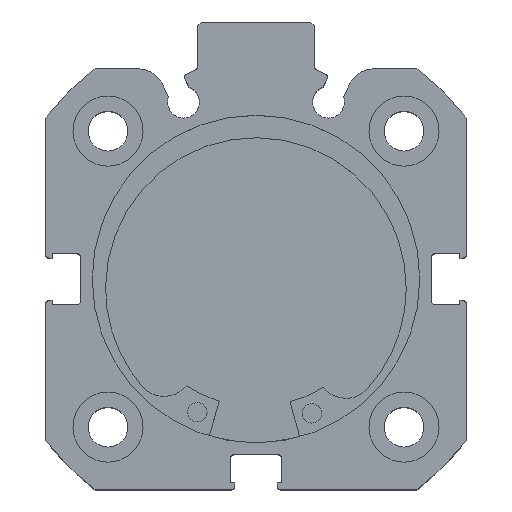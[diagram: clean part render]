
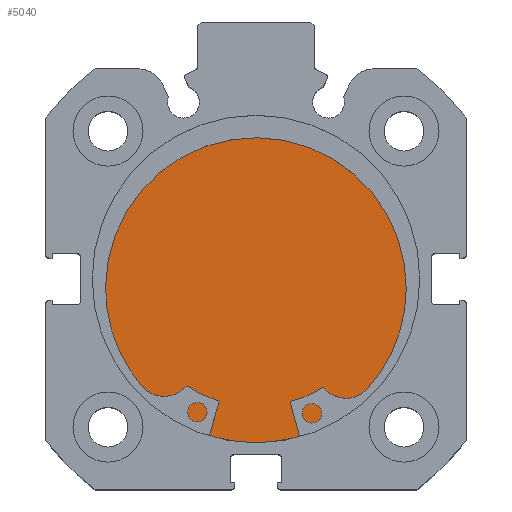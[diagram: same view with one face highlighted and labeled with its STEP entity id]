
A CAD part, top view. The second image highlights one B-rep face of the part: STEP entity #5040.
In plain terms, the highlighted face is planar.
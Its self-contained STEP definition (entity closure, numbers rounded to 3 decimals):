
#627 = AXIS2_PLACEMENT_3D ( 'NONE', #2547, #2652, #2649 ) ;
#646 = EDGE_CURVE ( 'NONE', #2441, #2430, #5641, .T. ) ;
#748 = EDGE_CURVE ( 'NONE', #2430, #2441, #1345, .T. ) ;
#1345 = CIRCLE ( 'NONE', #4327, 21. ) ;
#2430 = VERTEX_POINT ( 'NONE', #3624 ) ;
#2441 = VERTEX_POINT ( 'NONE', #3903 ) ;
#2547 = CARTESIAN_POINT ( 'NONE',  ( 8.5, 0., 0. ) ) ;
#2649 = DIRECTION ( 'NONE',  ( 0., 0., 1. ) ) ;
#2652 = DIRECTION ( 'NONE',  ( -1., 0., 0. ) ) ;
#3324 = DIRECTION ( 'NONE',  ( -1., 0., 0. ) ) ;
#3341 = DIRECTION ( 'NONE',  ( 0., 0., 1. ) ) ;
#3547 = CARTESIAN_POINT ( 'NONE',  ( 8.5, 0., 0. ) ) ;
#3624 = CARTESIAN_POINT ( 'NONE',  ( 8.5, 0., -21. ) ) ;
#3903 = CARTESIAN_POINT ( 'NONE',  ( 8.5, 0., 21. ) ) ;
#4125 = AXIS2_PLACEMENT_3D ( 'NONE', #6336, #6339, #6340 ) ;
#4327 = AXIS2_PLACEMENT_3D ( 'NONE', #3547, #3324, #3341 ) ;
#4635 = ORIENTED_EDGE ( 'NONE', *, *, #646, .F. ) ;
#4644 = ORIENTED_EDGE ( 'NONE', *, *, #748, .F. ) ;
#5040 = ADVANCED_FACE ( 'NONE', ( #6690 ), #6337, .F. ) ;
#5281 = EDGE_LOOP ( 'NONE', ( #4635, #4644 ) ) ;
#5641 = CIRCLE ( 'NONE', #627, 21. ) ;
#6336 = CARTESIAN_POINT ( 'NONE',  ( 8.5, 21., 0. ) ) ;
#6337 = PLANE ( 'NONE',  #4125 ) ;
#6339 = DIRECTION ( 'NONE',  ( -1., 0., 0. ) ) ;
#6340 = DIRECTION ( 'NONE',  ( 0., 0., 1. ) ) ;
#6690 = FACE_OUTER_BOUND ( 'NONE', #5281, .T. ) ;
